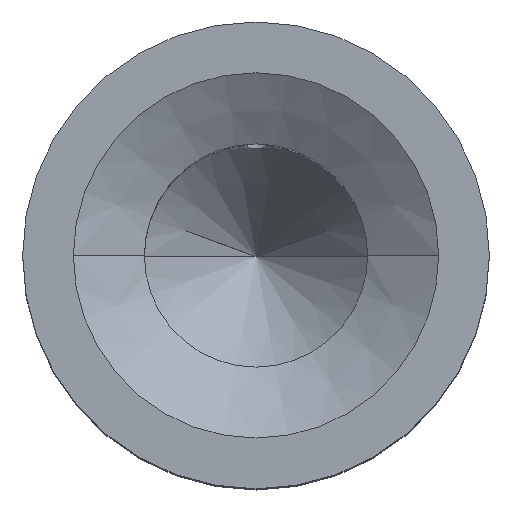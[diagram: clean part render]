
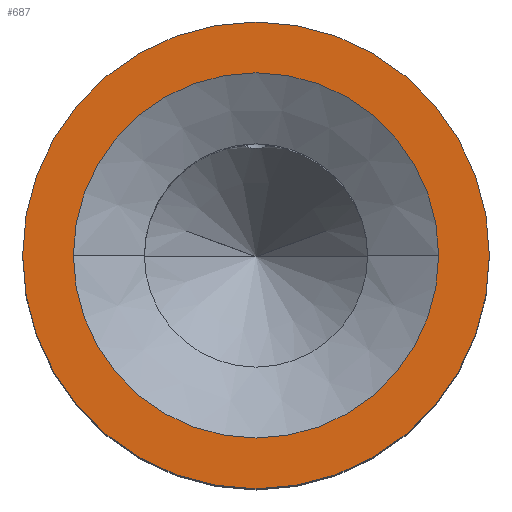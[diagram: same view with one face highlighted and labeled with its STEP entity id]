
A CAD part, top view. The second image highlights one B-rep face of the part: STEP entity #687.
In plain terms, the highlighted planar face has unit normal (0, 0, 1).
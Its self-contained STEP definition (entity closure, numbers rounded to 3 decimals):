
#199=CARTESIAN_POINT('',(0.,0.,17.521));
#200=DIRECTION('',(0.,0.,-1.));
#201=DIRECTION('',(1.,0.,0.));
#202=AXIS2_PLACEMENT_3D('',#199,#200,#201);
#208=CARTESIAN_POINT('',(0.,0.,17.521));
#209=DIRECTION('',(0.,0.,1.));
#210=DIRECTION('',(1.,0.,0.));
#211=AXIS2_PLACEMENT_3D('',#208,#209,#210);
#217=CARTESIAN_POINT('',(0.,0.,17.521));
#218=DIRECTION('',(0.,0.,-1.));
#219=DIRECTION('',(1.,0.,0.));
#220=AXIS2_PLACEMENT_3D('',#217,#218,#219);
#222=CARTESIAN_POINT('',(0.,0.,17.521));
#223=DIRECTION('',(0.,0.,1.));
#224=DIRECTION('',(1.,0.,0.));
#225=AXIS2_PLACEMENT_3D('',#222,#223,#224);
#322=CARTESIAN_POINT('',(5.75,0.,17.521));
#324=VERTEX_POINT('',#322);
#340=CARTESIAN_POINT('',(-5.75,0.,17.521));
#342=VERTEX_POINT('',#340);
#358=CARTESIAN_POINT('',(4.499,0.,17.521));
#359=CARTESIAN_POINT('',(-4.499,0.,17.521));
#360=VERTEX_POINT('',#358);
#361=VERTEX_POINT('',#359);
#672=CARTESIAN_POINT('',(0.,0.,17.521));
#673=DIRECTION('',(0.,0.,-1.));
#674=DIRECTION('',(1.,0.,0.));
#675=AXIS2_PLACEMENT_3D('',#672,#673,#674);
#676=PLANE('',#675);
#677=ORIENTED_EDGE('',*,*,#665,.F.);
#678=ORIENTED_EDGE('',*,*,#654,.T.);
#679=EDGE_LOOP('',(#677,#678));
#680=FACE_OUTER_BOUND('',#679,.F.);
#682=ORIENTED_EDGE('',*,*,#681,.F.);
#684=ORIENTED_EDGE('',*,*,#683,.T.);
#685=EDGE_LOOP('',(#682,#684));
#686=FACE_BOUND('',#685,.F.);
#687=ADVANCED_FACE('',(#680,#686),#676,.F.);
#203=CIRCLE('',#202,5.75);
#212=CIRCLE('',#211,5.75);
#221=CIRCLE('',#220,4.499);
#226=CIRCLE('',#225,4.499);
#654=EDGE_CURVE('',#324,#342,#203,.T.);
#665=EDGE_CURVE('',#324,#342,#212,.T.);
#681=EDGE_CURVE('',#360,#361,#221,.T.);
#683=EDGE_CURVE('',#360,#361,#226,.T.);
